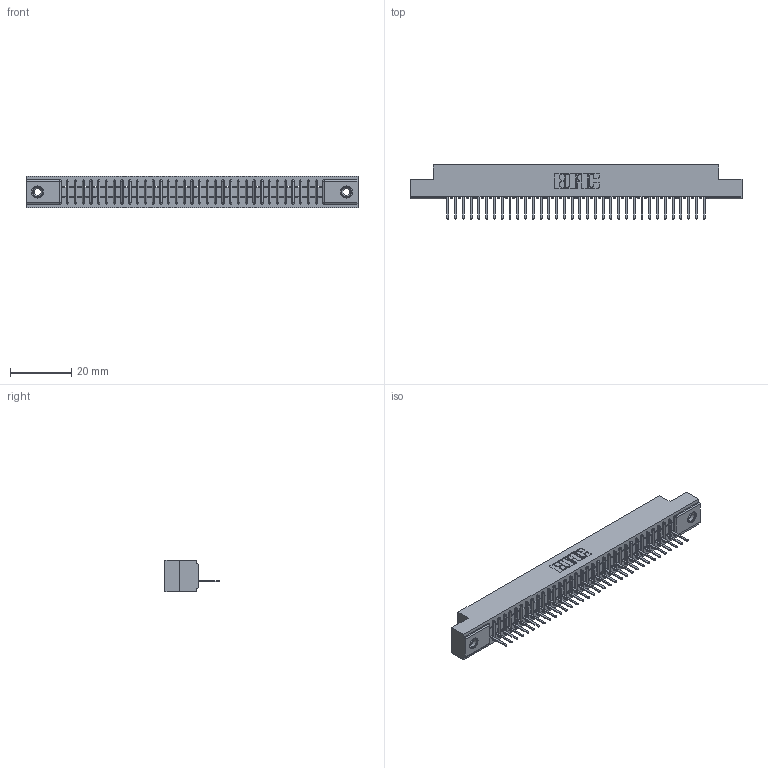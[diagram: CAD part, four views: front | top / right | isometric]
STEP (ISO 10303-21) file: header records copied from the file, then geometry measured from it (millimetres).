
FILE_DESCRIPTION (( 'STEP AP203' ), '1' );
FILE_NAME ('341-034-521-108.STEP', '2018-08-06T21:39:12', ( '' ), ( '' ), 'SwSTEP 2.0', 'SolidWorks 2016', '' );
FILE_SCHEMA (( 'CONFIG_CONTROL_DESIGN' ));
Length unit declared in the file: inch
Products named in the file (4): 345-250-001_345-250-003-102; 341-034-521-108; 341 Part_.156 (3.96) Dia Mounting Holes; 341-292-001_341-292-121
Assembly tree (37 placements, depth 2):
  341-034-521-108
    341 Part_.156 (3.96) Dia Mounting Holes
    341-292-001_341-292-121  x34
    345-250-001_345-250-003-102  x2
Bounding box: 108.58 x 17.7 x 10.16 mm (x, y, z)
Volume: 7787.3 mm3; surface area: 12046.4 mm2
Topology: 37 solids, 37 shells, 2964 faces, 8510 edges, 5458 vertices
Faces by surface type: plane 1834, cylinder 978, sphere 70, torus 70, cone 12
Entity records: 42310 total; most frequent: CARTESIAN_POINT 7163, ORIENTED_EDGE 7144, DIRECTION 6932, EDGE_CURVE 3572, LINE 2874, VECTOR 2874, VERTEX_POINT 2260, AXIS2_PLACEMENT_3D 2029
